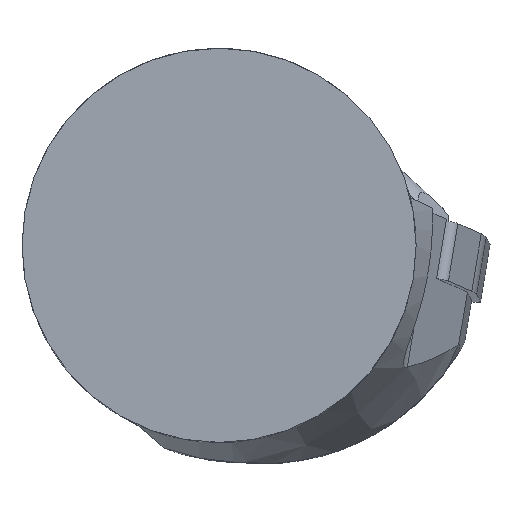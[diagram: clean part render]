
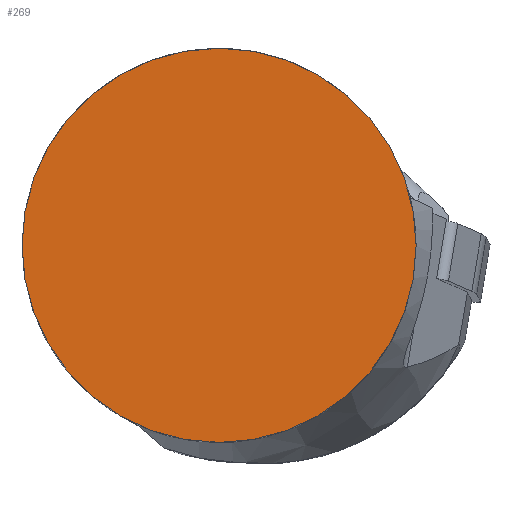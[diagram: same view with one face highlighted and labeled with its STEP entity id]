
A CAD part, top view. The second image highlights one B-rep face of the part: STEP entity #269.
In plain terms, the highlighted planar face has unit normal (0, 0, 1).
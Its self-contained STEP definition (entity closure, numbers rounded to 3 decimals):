
#207=CIRCLE('',#1448,16.);
#269=ADVANCED_FACE('',(#378),#315,.F.);
#315=PLANE('',#1464);
#378=FACE_OUTER_BOUND('',#447,.T.);
#447=EDGE_LOOP('',(#772));
#772=ORIENTED_EDGE('',*,*,#1101,.F.);
#931=VERTEX_POINT('',#2203);
#1101=EDGE_CURVE('',#931,#931,#207,.T.);
#1448=AXIS2_PLACEMENT_3D('',#2202,#1752,#1753);
#1464=AXIS2_PLACEMENT_3D('',#2281,#1786,#1787);
#1752=DIRECTION('',(0.,0.,-1.));
#1753=DIRECTION('',(1.,0.,0.));
#1786=DIRECTION('',(0.,0.,-1.));
#1787=DIRECTION('',(1.,0.,0.));
#2202=CARTESIAN_POINT('',(0.,0.,0.));
#2203=CARTESIAN_POINT('',(16.,0.,0.));
#2281=CARTESIAN_POINT('',(0.,0.,0.));
